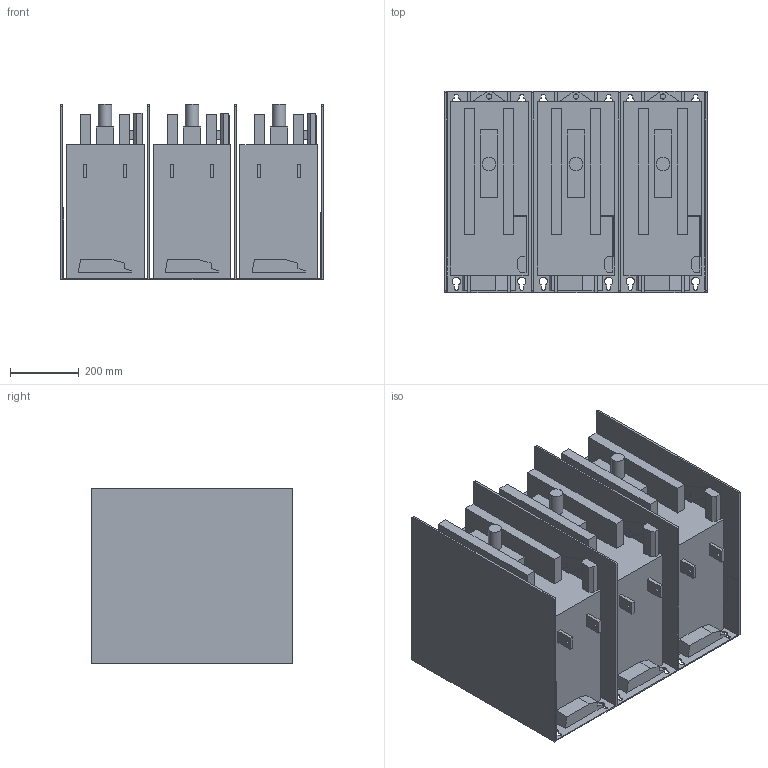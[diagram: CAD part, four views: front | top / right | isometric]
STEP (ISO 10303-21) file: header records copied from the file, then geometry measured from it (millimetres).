
FILE_DESCRIPTION (( 'STEP AP214' ), '1' );
FILE_NAME ('MVE-0X00-410.STEP', '2020-06-23T00:05:06', ( '' ), ( '' ), 'SwSTEP 2.0', 'SolidWorks 2019', '' );
FILE_SCHEMA (( 'AUTOMOTIVE_DESIGN' ));
Length unit declared in the file: millimetre
Products named in the file (1): MVE-0X00-410
Bounding box: 762 x 584 x 508 mm (x, y, z)
Volume: 147503100 mm3; surface area: 5871346.9 mm2
Topology: 15 solids, 15 shells, 470 faces, 1221 edges, 814 vertices
Faces by surface type: plane 349, cylinder 121
Entity records: 15939 total; most frequent: CARTESIAN_POINT 2506, ORIENTED_EDGE 2442, DIRECTION 2405, EDGE_CURVE 1221, VECTOR 979, LINE 979, VERTEX_POINT 814, AXIS2_PLACEMENT_3D 713
